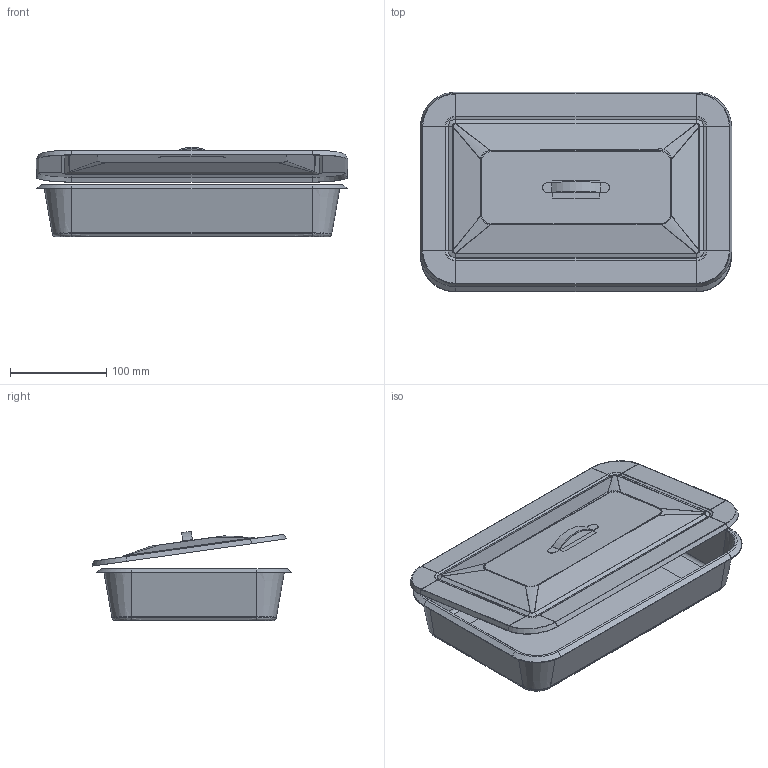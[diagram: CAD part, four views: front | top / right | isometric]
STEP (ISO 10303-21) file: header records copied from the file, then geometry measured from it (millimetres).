
FILE_DESCRIPTION(('FreeCAD Model'),'2;1');
FILE_NAME('Open CASCADE Shape Model','2023-10-31T14:48:50',(''),(''), 'Open CASCADE STEP processor 7.6','FreeCAD','Unknown');
FILE_SCHEMA(('AUTOMOTIVE_DESIGN { 1 0 10303 214 1 1 1 1 }'));
Length unit declared in the file: millimetre
Products named in the file (3): wadah_dan_tutup_kotak_besar_rev_2; tutup pakai loft; Body
Assembly tree (2 placements, depth 2):
  wadah_dan_tutup_kotak_besar_rev_2
    tutup pakai loft
    Body
Bounding box: 324.29 x 207.92 x 93.05 mm (x, y, z)
Volume: 93683.7 mm3; surface area: 353452.6 mm2
Topology: 2 solids, 2 shells, 180 faces, 400 edges, 224 vertices
Faces by surface type: plane 72, bspline 49, cone 35, cylinder 20, torus 4
Entity records: 13919 total; most frequent: CARTESIAN_POINT 6256, DIRECTION 1277, ORIENTED_EDGE 800, PCURVE 800, DEFINITIONAL_REPRESENTATION 800, LINE 776, VECTOR 776, EDGE_CURVE 400
